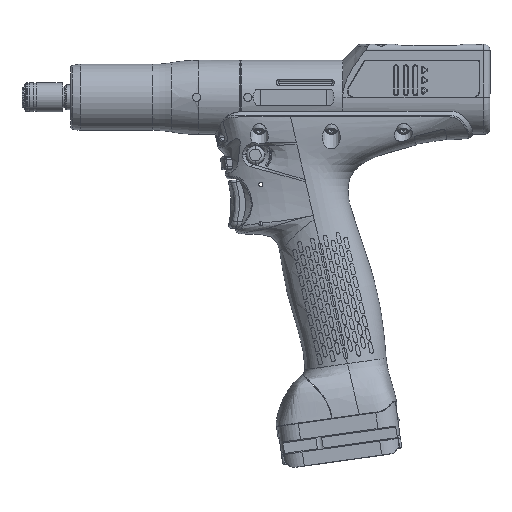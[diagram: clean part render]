
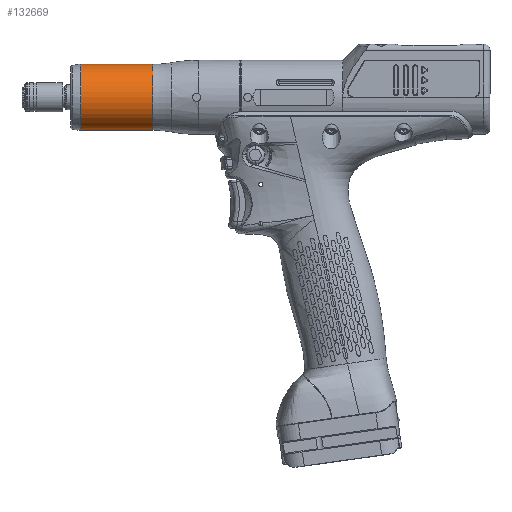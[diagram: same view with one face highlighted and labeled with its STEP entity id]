
A CAD part, top view. The second image highlights one B-rep face of the part: STEP entity #132669.
In plain terms, the highlighted cylindrical face has radius 16 mm (diameter 32 mm), a partial arc.
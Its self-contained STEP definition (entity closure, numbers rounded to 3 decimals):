
#54718=CARTESIAN_POINT('',(-59.571,0.,0.));
#54719=DIRECTION('',(1.,0.,0.));
#54720=DIRECTION('',(0.,1.,0.));
#54721=AXIS2_PLACEMENT_3D('',#54718,#54719,#54720);
#54723=DIRECTION('',(-1.,0.,0.));
#54724=VECTOR('',#54723,35.029);
#54725=CARTESIAN_POINT('',(-59.571,16.,0.));
#54726=LINE('',#54725,#54724);
#54727=DIRECTION('',(-1.,0.,0.));
#54728=VECTOR('',#54727,35.029);
#54729=CARTESIAN_POINT('',(-59.571,-16.,0.));
#54730=LINE('',#54729,#54728);
#54751=CARTESIAN_POINT('',(-94.6,0.,0.));
#54752=DIRECTION('',(1.,0.,0.));
#54753=DIRECTION('',(0.,1.,0.));
#54754=AXIS2_PLACEMENT_3D('',#54751,#54752,#54753);
#79653=CARTESIAN_POINT('',(-59.571,16.,0.));
#79654=CARTESIAN_POINT('',(-94.6,16.,0.));
#79655=VERTEX_POINT('',#79653);
#79656=VERTEX_POINT('',#79654);
#79667=CARTESIAN_POINT('',(-59.571,-16.,0.));
#79668=CARTESIAN_POINT('',(-94.6,-16.,0.));
#79669=VERTEX_POINT('',#79667);
#79670=VERTEX_POINT('',#79668);
#132655=CARTESIAN_POINT('',(-103.715,0.,0.));
#132656=DIRECTION('',(1.,0.,0.));
#132657=DIRECTION('',(0.,-1.,0.));
#132658=AXIS2_PLACEMENT_3D('',#132655,#132656,#132657);
#132659=CYLINDRICAL_SURFACE('',#132658,16.);
#132661=ORIENTED_EDGE('',*,*,#132660,.F.);
#132662=ORIENTED_EDGE('',*,*,#132650,.T.);
#132664=ORIENTED_EDGE('',*,*,#132663,.T.);
#132666=ORIENTED_EDGE('',*,*,#132665,.F.);
#132667=EDGE_LOOP('',(#132661,#132662,#132664,#132666));
#132668=FACE_OUTER_BOUND('',#132667,.F.);
#132669=ADVANCED_FACE('',(#132668),#132659,.T.);
#54722=CIRCLE('',#54721,16.);
#54755=CIRCLE('',#54754,16.);
#132650=EDGE_CURVE('',#79655,#79669,#54722,.T.);
#132660=EDGE_CURVE('',#79655,#79656,#54726,.T.);
#132663=EDGE_CURVE('',#79669,#79670,#54730,.T.);
#132665=EDGE_CURVE('',#79656,#79670,#54755,.T.);
